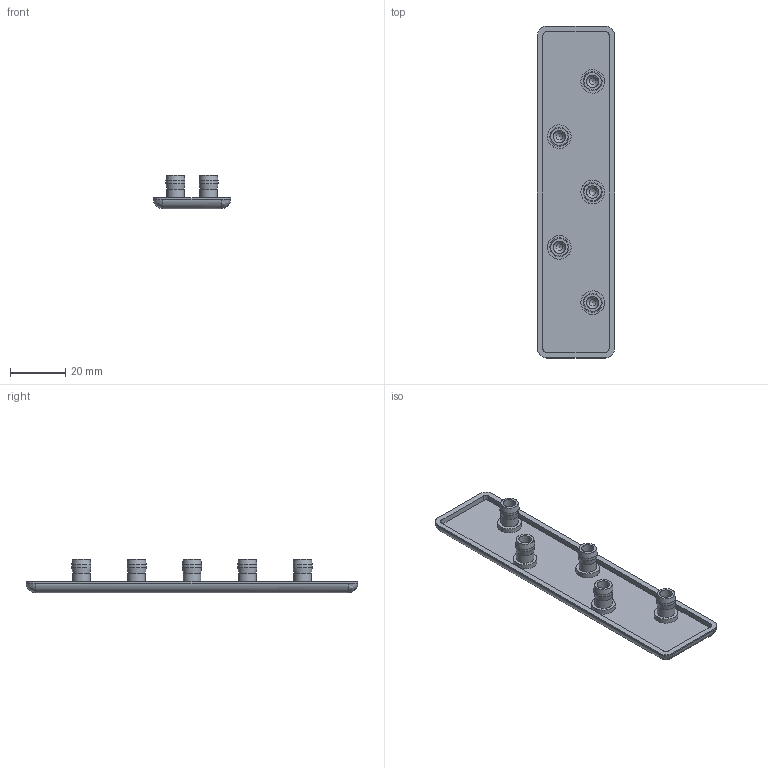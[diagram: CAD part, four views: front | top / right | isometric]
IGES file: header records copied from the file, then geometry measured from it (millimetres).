
Global section: file name: SZ0042S-A; native system: Autodesk Inventor 2015; preprocessor: unknown; author: M. Kaa; date: 20151125.083343; units: millimetre
Bounding box: 28 x 120 x 12.1 mm (x, y, z)
Volume: 8323.1 mm3; surface area: 9627.2 mm2
Topology: 1 solids, 1 shells, 77 faces, 209 edges, 141 vertices
Faces by surface type: bspline 77
